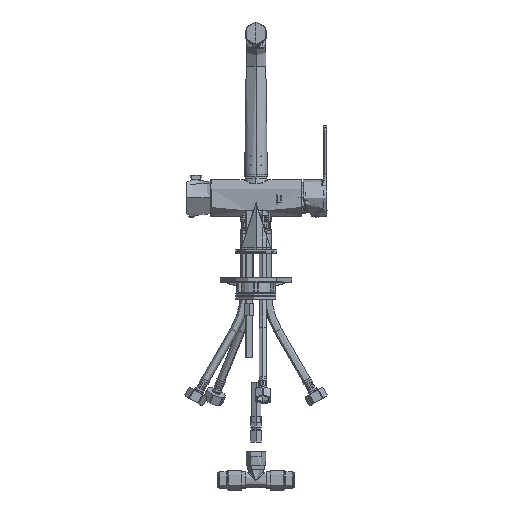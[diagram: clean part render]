
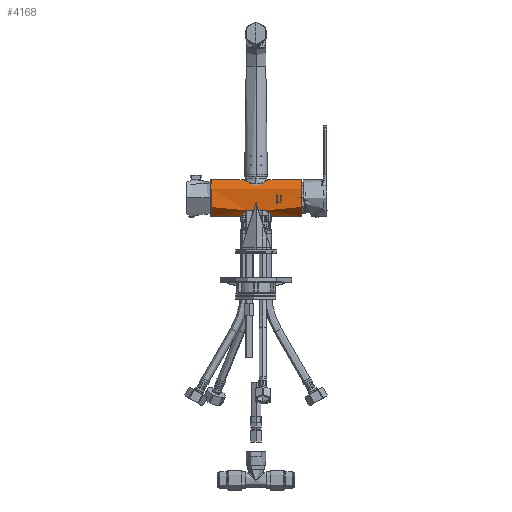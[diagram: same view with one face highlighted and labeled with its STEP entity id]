
A CAD part, top view. The second image highlights one B-rep face of the part: STEP entity #4168.
In plain terms, the highlighted cylindrical face has radius 22.35 mm (diameter 44.7 mm), a partial arc.
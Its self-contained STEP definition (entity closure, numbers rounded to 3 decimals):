
#27=CARTESIAN_POINT('',(-56.,0.,0.));
#28=DIRECTION('',(1.,0.,0.));
#29=DIRECTION('',(0.,1.,0.));
#30=AXIS2_PLACEMENT_3D('',#27,#28,#29);
#35=CARTESIAN_POINT('',(-12.25,22.35,0.));
#55=CARTESIAN_POINT('',(12.25,22.35,0.));
#69=CARTESIAN_POINT('',(-19.85,-22.35,0.));
#133=CARTESIAN_POINT('',(12.25,22.35,0.));
#134=CARTESIAN_POINT('',(12.25,22.35,0.669));
#135=CARTESIAN_POINT('',(12.143,22.291,2.018));
#136=CARTESIAN_POINT('',(11.607,22.002,4.111));
#137=CARTESIAN_POINT('',(10.707,21.536,6.086));
#138=CARTESIAN_POINT('',(9.435,20.927,7.918));
#139=CARTESIAN_POINT('',(7.857,20.257,9.488));
#140=CARTESIAN_POINT('',(5.994,19.603,10.759));
#141=CARTESIAN_POINT('',(4.035,19.091,11.63));
#142=CARTESIAN_POINT('',(2.015,18.766,12.141));
#143=CARTESIAN_POINT('',(0.002,18.658,12.305));
#144=CARTESIAN_POINT('',(-2.014,18.766,12.141));
#145=CARTESIAN_POINT('',(-4.033,19.091,11.631));
#146=CARTESIAN_POINT('',(-5.994,19.603,10.759));
#147=CARTESIAN_POINT('',(-7.855,20.256,9.489));
#148=CARTESIAN_POINT('',(-9.432,20.926,7.921));
#149=CARTESIAN_POINT('',(-10.706,21.536,6.088));
#150=CARTESIAN_POINT('',(-11.607,22.002,4.112));
#151=CARTESIAN_POINT('',(-12.144,22.291,2.017));
#152=CARTESIAN_POINT('',(-12.25,22.35,0.669));
#153=CARTESIAN_POINT('',(-12.25,22.35,0.));
#158=DIRECTION('',(-1.,0.,0.));
#159=VECTOR('',#158,43.75);
#160=CARTESIAN_POINT('',(56.,22.35,0.));
#161=LINE('',#160,#159);
#165=CARTESIAN_POINT('',(56.,0.,0.));
#166=DIRECTION('',(1.,0.,0.));
#167=DIRECTION('',(0.,1.,0.));
#168=AXIS2_PLACEMENT_3D('',#165,#166,#167);
#173=DIRECTION('',(-1.,0.,0.));
#174=VECTOR('',#173,36.15);
#175=CARTESIAN_POINT('',(56.,-22.35,0.));
#176=LINE('',#175,#174);
#180=CARTESIAN_POINT('',(11.407,-15.35,16.245));
#181=CARTESIAN_POINT('',(12.275,-15.995,15.635));
#182=CARTESIAN_POINT('',(13.857,-17.233,14.322));
#183=CARTESIAN_POINT('',(15.85,-18.879,12.068));
#184=CARTESIAN_POINT('',(17.383,-20.187,9.712));
#185=CARTESIAN_POINT('',(18.518,-21.174,7.303));
#186=CARTESIAN_POINT('',(19.289,-21.853,4.901));
#187=CARTESIAN_POINT('',(19.75,-22.261,2.453));
#188=CARTESIAN_POINT('',(19.85,-22.35,0.815));
#189=CARTESIAN_POINT('',(19.85,-22.35,0.));
#194=DIRECTION('',(-1.,0.,0.));
#195=VECTOR('',#194,22.814);
#196=CARTESIAN_POINT('',(11.407,-15.35,16.245));
#197=LINE('',#196,#195);
#201=CARTESIAN_POINT('',(-19.85,-22.35,0.));
#202=CARTESIAN_POINT('',(-19.85,-22.35,0.815));
#203=CARTESIAN_POINT('',(-19.75,-22.261,2.453));
#204=CARTESIAN_POINT('',(-19.289,-21.853,4.902));
#205=CARTESIAN_POINT('',(-18.517,-21.174,7.304));
#206=CARTESIAN_POINT('',(-17.383,-20.187,9.713));
#207=CARTESIAN_POINT('',(-15.85,-18.879,12.068));
#208=CARTESIAN_POINT('',(-13.856,-17.232,14.322));
#209=CARTESIAN_POINT('',(-12.275,-15.995,15.636));
#210=CARTESIAN_POINT('',(-11.407,-15.35,16.245));
#215=DIRECTION('',(-1.,0.,0.));
#216=VECTOR('',#215,36.15);
#217=CARTESIAN_POINT('',(-19.85,-22.35,0.));
#218=LINE('',#217,#216);
#222=DIRECTION('',(-1.,0.,0.));
#223=VECTOR('',#222,43.75);
#224=CARTESIAN_POINT('',(-12.25,22.35,0.));
#225=LINE('',#224,#223);
#3626=CARTESIAN_POINT('',(-56.,22.35,0.));
#3627=CARTESIAN_POINT('',(-56.,-22.35,0.));
#3628=VERTEX_POINT('',#3626);
#3629=VERTEX_POINT('',#3627);
#3634=CARTESIAN_POINT('',(56.,22.35,0.));
#3635=CARTESIAN_POINT('',(56.,-22.35,0.));
#3636=VERTEX_POINT('',#3634);
#3637=VERTEX_POINT('',#3635);
#3647=VERTEX_POINT('',#69);
#3648=VERTEX_POINT('',#210);
#3649=CARTESIAN_POINT('',(19.85,-22.35,0.));
#3650=VERTEX_POINT('',#3649);
#3667=VERTEX_POINT('',#35);
#3668=VERTEX_POINT('',#55);
#3910=CARTESIAN_POINT('',(11.407,-15.35,16.245));
#3911=VERTEX_POINT('',#3910);
#4147=CARTESIAN_POINT('',(61.6,0.,0.));
#4148=DIRECTION('',(-1.,0.,0.));
#4149=DIRECTION('',(0.,1.,0.));
#4150=AXIS2_PLACEMENT_3D('',#4147,#4148,#4149);
#4151=CYLINDRICAL_SURFACE('',#4150,22.35);
#4152=ORIENTED_EDGE('',*,*,#4138,.F.);
#4153=ORIENTED_EDGE('',*,*,#4113,.F.);
#4155=ORIENTED_EDGE('',*,*,#4154,.T.);
#4156=ORIENTED_EDGE('',*,*,#4109,.T.);
#4158=ORIENTED_EDGE('',*,*,#4157,.F.);
#4160=ORIENTED_EDGE('',*,*,#4159,.T.);
#4162=ORIENTED_EDGE('',*,*,#4161,.F.);
#4163=ORIENTED_EDGE('',*,*,#4101,.T.);
#4164=ORIENTED_EDGE('',*,*,#4080,.F.);
#4165=ORIENTED_EDGE('',*,*,#4098,.F.);
#4166=EDGE_LOOP('',(#4152,#4153,#4155,#4156,#4158,#4160,#4162,#4163,#4164,
#4165));
#4167=FACE_OUTER_BOUND('',#4166,.F.);
#4168=ADVANCED_FACE('',(#4167),#4151,.T.);
#31=CIRCLE('',#30,22.35);
#154=B_SPLINE_CURVE_WITH_KNOTS('',3,(#133,#134,#135,#136,#137,#138,#139,#140,
#141,#142,#143,#144,#145,#146,#147,#148,#149,#150,#151,#152,#153),.UNSPECIFIED.,
.F.,.F.,(4,1,1,1,1,1,1,1,1,1,1,1,1,1,1,1,1,1,4),(0.,0.056,
0.111,0.167,0.222,0.278,
0.333,0.389,0.444,0.5,0.556,
0.611,0.667,0.722,0.778,
0.833,0.889,0.944,1.),.UNSPECIFIED.);
#169=CIRCLE('',#168,22.35);
#190=B_SPLINE_CURVE_WITH_KNOTS('',3,(#180,#181,#182,#183,#184,#185,#186,#187,
#188,#189),.UNSPECIFIED.,.F.,.F.,(4,1,1,1,1,1,1,4),(0.,0.143,
0.286,0.429,0.571,0.714,
0.857,1.),.UNSPECIFIED.);
#211=B_SPLINE_CURVE_WITH_KNOTS('',3,(#201,#202,#203,#204,#205,#206,#207,#208,
#209,#210),.UNSPECIFIED.,.F.,.F.,(4,1,1,1,1,1,1,4),(0.,0.143,
0.286,0.429,0.571,0.714,
0.857,1.),.UNSPECIFIED.);
#4080=EDGE_CURVE('',#3628,#3629,#31,.T.);
#4098=EDGE_CURVE('',#3667,#3628,#225,.T.);
#4101=EDGE_CURVE('',#3647,#3629,#218,.T.);
#4109=EDGE_CURVE('',#3637,#3650,#176,.T.);
#4113=EDGE_CURVE('',#3636,#3668,#161,.T.);
#4138=EDGE_CURVE('',#3668,#3667,#154,.T.);
#4154=EDGE_CURVE('',#3636,#3637,#169,.T.);
#4157=EDGE_CURVE('',#3911,#3650,#190,.T.);
#4159=EDGE_CURVE('',#3911,#3648,#197,.T.);
#4161=EDGE_CURVE('',#3647,#3648,#211,.T.);
